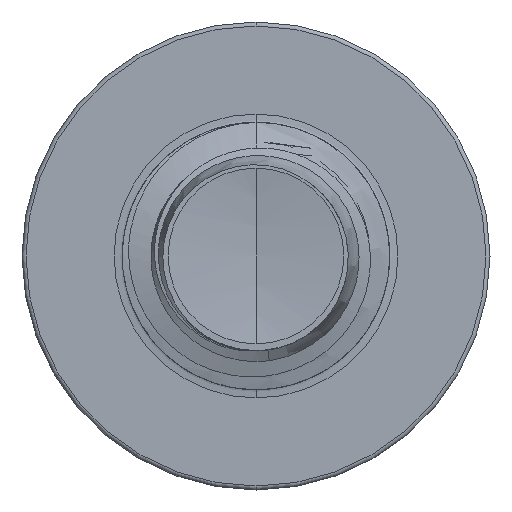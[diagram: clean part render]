
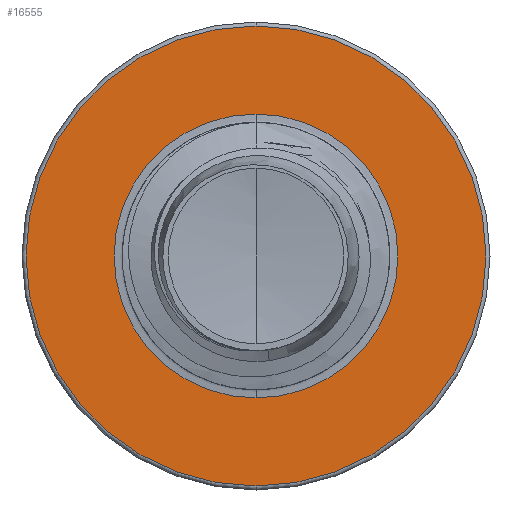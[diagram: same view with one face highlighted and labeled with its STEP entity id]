
A CAD part, front view. The second image highlights one B-rep face of the part: STEP entity #16555.
In plain terms, the highlighted planar face has unit normal (0, -1, 0).
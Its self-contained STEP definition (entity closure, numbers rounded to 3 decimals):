
#444 = VERTEX_POINT ( 'NONE', #10659 ) ;
#1068 = DIRECTION ( 'NONE',  ( 0., 0., 1. ) ) ;
#1596 = ORIENTED_EDGE ( 'NONE', *, *, #16066, .F. ) ;
#2124 = ORIENTED_EDGE ( 'NONE', *, *, #19235, .F. ) ;
#2291 = AXIS2_PLACEMENT_3D ( 'NONE', #7518, #27631, #10890 ) ;
#2307 = ORIENTED_EDGE ( 'NONE', *, *, #21018, .T. ) ;
#2541 = ORIENTED_EDGE ( 'NONE', *, *, #9171, .T. ) ;
#4271 = CIRCLE ( 'NONE', #25014, 5.16 ) ;
#4675 = CARTESIAN_POINT ( 'NONE',  ( 0., 27.5, -3.186 ) ) ;
#5305 = CARTESIAN_POINT ( 'NONE',  ( 0., 27.5, -5.16 ) ) ;
#7506 = AXIS2_PLACEMENT_3D ( 'NONE', #31629, #15800, #34268 ) ;
#7518 = CARTESIAN_POINT ( 'NONE',  ( 0., 27.5, 0. ) ) ;
#8186 = EDGE_LOOP ( 'NONE', ( #2307, #2541 ) ) ;
#8784 = PLANE ( 'NONE',  #37671 ) ;
#9171 = EDGE_CURVE ( 'NONE', #13771, #25913, #9747, .T. ) ;
#9747 = CIRCLE ( 'NONE', #7506, 3.186 ) ;
#9889 = DIRECTION ( 'NONE',  ( 0., 1., 0. ) ) ;
#10005 = VERTEX_POINT ( 'NONE', #5305 ) ;
#10659 = CARTESIAN_POINT ( 'NONE',  ( 0., 27.5, 5.16 ) ) ;
#10890 = DIRECTION ( 'NONE',  ( 0., 0., 1. ) ) ;
#12211 = FACE_OUTER_BOUND ( 'NONE', #20573, .T. ) ;
#13771 = VERTEX_POINT ( 'NONE', #16035 ) ;
#15800 = DIRECTION ( 'NONE',  ( 0., 1., 0. ) ) ;
#16035 = CARTESIAN_POINT ( 'NONE',  ( 0., 27.5, -3.186 ) ) ;
#16066 = EDGE_CURVE ( 'NONE', #444, #10005, #4271, .T. ) ;
#16159 = FACE_BOUND ( 'NONE', #8186, .T. ) ;
#16555 = ADVANCED_FACE ( 'NONE', ( #12211, #16159 ), #8784, .F. ) ;
#18244 = DIRECTION ( 'NONE',  ( 0., 1., 0. ) ) ;
#19235 = EDGE_CURVE ( 'NONE', #10005, #444, #26565, .T. ) ;
#20325 = DIRECTION ( 'NONE',  ( 0., 1., 0. ) ) ;
#20573 = EDGE_LOOP ( 'NONE', ( #1596, #2124 ) ) ;
#21018 = EDGE_CURVE ( 'NONE', #25913, #13771, #34671, .T. ) ;
#25014 = AXIS2_PLACEMENT_3D ( 'NONE', #36097, #20325, #1068 ) ;
#25913 = VERTEX_POINT ( 'NONE', #37763 ) ;
#26565 = CIRCLE ( 'NONE', #29496, 5.16 ) ;
#26820 = CARTESIAN_POINT ( 'NONE',  ( 0., 27.5, 0. ) ) ;
#27631 = DIRECTION ( 'NONE',  ( 0., 1., 0. ) ) ;
#29422 = DIRECTION ( 'NONE',  ( 0., 0., 1. ) ) ;
#29496 = AXIS2_PLACEMENT_3D ( 'NONE', #26820, #9889, #29422 ) ;
#31629 = CARTESIAN_POINT ( 'NONE',  ( 0., 27.5, 0. ) ) ;
#34268 = DIRECTION ( 'NONE',  ( 0., 0., 1. ) ) ;
#34671 = CIRCLE ( 'NONE', #2291, 3.186 ) ;
#36097 = CARTESIAN_POINT ( 'NONE',  ( 0., 27.5, 0. ) ) ;
#36799 = DIRECTION ( 'NONE',  ( 0., 0., 1. ) ) ;
#37671 = AXIS2_PLACEMENT_3D ( 'NONE', #4675, #18244, #36799 ) ;
#37763 = CARTESIAN_POINT ( 'NONE',  ( 0., 27.5, 3.186 ) ) ;
